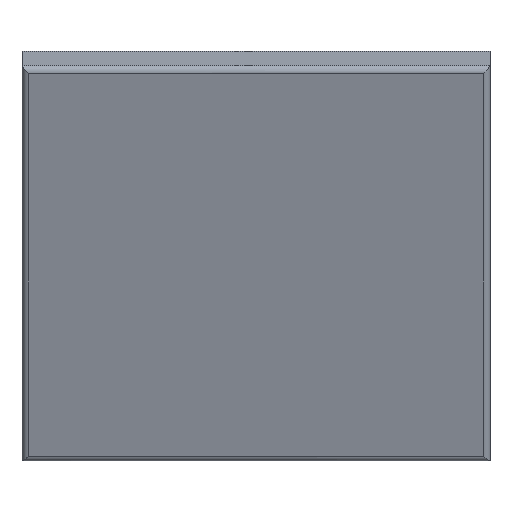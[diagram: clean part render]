
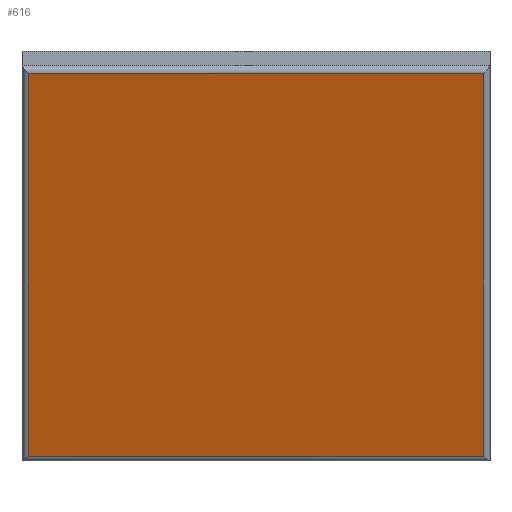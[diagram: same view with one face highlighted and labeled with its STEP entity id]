
A CAD part, top view. The second image highlights one B-rep face of the part: STEP entity #616.
In plain terms, the highlighted planar face has unit normal (0, -0.314, 0.95).
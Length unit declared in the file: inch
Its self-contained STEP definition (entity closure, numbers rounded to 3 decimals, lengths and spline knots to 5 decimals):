
#34 = CARTESIAN_POINT ( 'NONE',  ( 0., 2.91798, -8.83508 ) ) ;
#46 = DIRECTION ( 'NONE',  ( 1., 0., 0. ) ) ;
#50 = CARTESIAN_POINT ( 'NONE',  ( 0., 5.33868, -8.03559 ) ) ;
#58 = VECTOR ( 'NONE', #46, 39.37008 ) ;
#61 = VERTEX_POINT ( 'NONE', #709 ) ;
#74 = ORIENTED_EDGE ( 'NONE', *, *, #358, .F. ) ;
#103 = ORIENTED_EDGE ( 'NONE', *, *, #154, .F. ) ;
#107 = DIRECTION ( 'NONE',  ( -1., 0., 0. ) ) ;
#119 = AXIS2_PLACEMENT_3D ( 'NONE', #34, #263, #440 ) ;
#146 = CARTESIAN_POINT ( 'NONE',  ( 15.46956, 5.33868, -8.03559 ) ) ;
#154 = EDGE_CURVE ( 'NONE', #227, #61, #254, .T. ) ;
#184 = ORIENTED_EDGE ( 'NONE', *, *, #755, .F. ) ;
#191 = VECTOR ( 'NONE', #107, 39.37008 ) ;
#227 = VERTEX_POINT ( 'NONE', #598 ) ;
#254 = LINE ( 'NONE', #496, #660 ) ;
#263 = DIRECTION ( 'NONE',  ( 0., -0.314, 0.95 ) ) ;
#279 = LINE ( 'NONE', #529, #58 ) ;
#286 = EDGE_CURVE ( 'NONE', #608, #227, #279, .T. ) ;
#332 = DIRECTION ( 'NONE',  ( 0., 0.95, 0.314 ) ) ;
#358 = EDGE_CURVE ( 'NONE', #696, #608, #621, .T. ) ;
#422 = EDGE_LOOP ( 'NONE', ( #103, #698, #74, #184 ) ) ;
#440 = DIRECTION ( 'NONE',  ( 0., -0.95, -0.314 ) ) ;
#483 = VECTOR ( 'NONE', #332, 39.37008 ) ;
#496 = CARTESIAN_POINT ( 'NONE',  ( 24.21956, 2.91798, -8.83508 ) ) ;
#513 = CARTESIAN_POINT ( 'NONE',  ( 15.46956, 2.91798, -8.83508 ) ) ;
#529 = CARTESIAN_POINT ( 'NONE',  ( 0., 12.6977, -5.6051 ) ) ;
#555 = PLANE ( 'NONE',  #119 ) ;
#598 = CARTESIAN_POINT ( 'NONE',  ( 24.21956, 12.6977, -5.6051 ) ) ;
#608 = VERTEX_POINT ( 'NONE', #753 ) ;
#616 = ADVANCED_FACE ( 'NONE', ( #748 ), #555, .T. ) ;
#621 = LINE ( 'NONE', #513, #483 ) ;
#660 = VECTOR ( 'NONE', #661, 39.37008 ) ;
#661 = DIRECTION ( 'NONE',  ( 0., -0.95, -0.314 ) ) ;
#696 = VERTEX_POINT ( 'NONE', #146 ) ;
#698 = ORIENTED_EDGE ( 'NONE', *, *, #286, .F. ) ;
#709 = CARTESIAN_POINT ( 'NONE',  ( 24.21956, 5.33868, -8.03559 ) ) ;
#748 = FACE_OUTER_BOUND ( 'NONE', #422, .T. ) ;
#753 = CARTESIAN_POINT ( 'NONE',  ( 15.46956, 12.6977, -5.6051 ) ) ;
#755 = EDGE_CURVE ( 'NONE', #61, #696, #757, .T. ) ;
#757 = LINE ( 'NONE', #50, #191 ) ;
